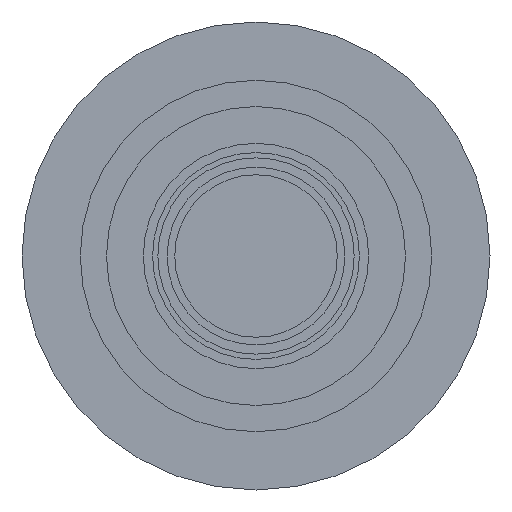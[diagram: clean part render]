
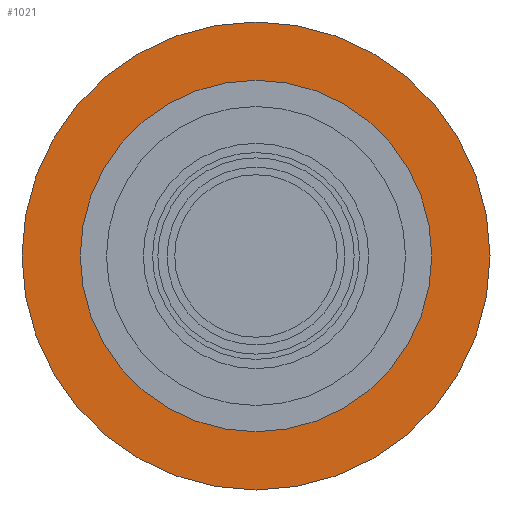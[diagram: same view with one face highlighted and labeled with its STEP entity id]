
A CAD part, front view. The second image highlights one B-rep face of the part: STEP entity #1021.
In plain terms, the highlighted planar face has unit normal (0, -1, 0).
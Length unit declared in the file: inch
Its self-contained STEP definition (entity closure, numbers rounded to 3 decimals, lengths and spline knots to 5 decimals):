
#22 = CARTESIAN_POINT ( 'NONE',  ( 0., -0.87271, 1.08 ) ) ;
#38 = CARTESIAN_POINT ( 'NONE',  ( 0., -0.87271, -0.811 ) ) ;
#57 = CARTESIAN_POINT ( 'NONE',  ( 0., -0.87271, -1.08 ) ) ;
#94 = CARTESIAN_POINT ( 'NONE',  ( 0., -0.87271, 0.811 ) ) ;
#321 = AXIS2_PLACEMENT_3D ( 'NONE', #1700, #1705, #1706 ) ;
#407 = CIRCLE ( 'NONE', #813, 1.08 ) ;
#422 = CIRCLE ( 'NONE', #849, 1.08 ) ;
#461 = CIRCLE ( 'NONE', #912, 0.811 ) ;
#472 = CIRCLE ( 'NONE', #948, 0.811 ) ;
#508 = EDGE_LOOP ( 'NONE', ( #2131, #2197 ) ) ;
#593 = EDGE_CURVE ( 'NONE', #1975, #1915, #472, .T. ) ;
#599 = EDGE_CURVE ( 'NONE', #1915, #1975, #461, .T. ) ;
#634 = EDGE_CURVE ( 'NONE', #1934, #1893, #422, .T. ) ;
#648 = EDGE_CURVE ( 'NONE', #1893, #1934, #407, .T. ) ;
#813 = AXIS2_PLACEMENT_3D ( 'NONE', #2281, #2280, #2279 ) ;
#849 = AXIS2_PLACEMENT_3D ( 'NONE', #2354, #2353, #2351 ) ;
#912 = AXIS2_PLACEMENT_3D ( 'NONE', #2554, #2546, #2543 ) ;
#948 = AXIS2_PLACEMENT_3D ( 'NONE', #2285, #2282, #2283 ) ;
#1021 = ADVANCED_FACE ( 'NONE', ( #1075, #1068 ), #1698, .T. ) ;
#1068 = FACE_OUTER_BOUND ( 'NONE', #508, .T. ) ;
#1075 = FACE_BOUND ( 'NONE', #1452, .T. ) ;
#1452 = EDGE_LOOP ( 'NONE', ( #2108, #2198 ) ) ;
#1698 = PLANE ( 'NONE',  #321 ) ;
#1700 = CARTESIAN_POINT ( 'NONE',  ( -1.08, -0.87271, 0. ) ) ;
#1705 = DIRECTION ( 'NONE',  ( 0., -1., 0. ) ) ;
#1706 = DIRECTION ( 'NONE',  ( 0., 0., -1. ) ) ;
#1893 = VERTEX_POINT ( 'NONE', #22 ) ;
#1915 = VERTEX_POINT ( 'NONE', #38 ) ;
#1934 = VERTEX_POINT ( 'NONE', #57 ) ;
#1975 = VERTEX_POINT ( 'NONE', #94 ) ;
#2108 = ORIENTED_EDGE ( 'NONE', *, *, #593, .T. ) ;
#2131 = ORIENTED_EDGE ( 'NONE', *, *, #648, .F. ) ;
#2197 = ORIENTED_EDGE ( 'NONE', *, *, #634, .F. ) ;
#2198 = ORIENTED_EDGE ( 'NONE', *, *, #599, .T. ) ;
#2279 = DIRECTION ( 'NONE',  ( 0., 0., 1. ) ) ;
#2280 = DIRECTION ( 'NONE',  ( 0., 1., 0. ) ) ;
#2281 = CARTESIAN_POINT ( 'NONE',  ( 0., -0.87271, 0. ) ) ;
#2282 = DIRECTION ( 'NONE',  ( 0., 1., 0. ) ) ;
#2283 = DIRECTION ( 'NONE',  ( 0., 0., 1. ) ) ;
#2285 = CARTESIAN_POINT ( 'NONE',  ( 0., -0.87271, 0. ) ) ;
#2351 = DIRECTION ( 'NONE',  ( 0., 0., 1. ) ) ;
#2353 = DIRECTION ( 'NONE',  ( 0., 1., 0. ) ) ;
#2354 = CARTESIAN_POINT ( 'NONE',  ( 0., -0.87271, 0. ) ) ;
#2543 = DIRECTION ( 'NONE',  ( 0., 0., 1. ) ) ;
#2546 = DIRECTION ( 'NONE',  ( 0., 1., 0. ) ) ;
#2554 = CARTESIAN_POINT ( 'NONE',  ( 0., -0.87271, 0. ) ) ;
